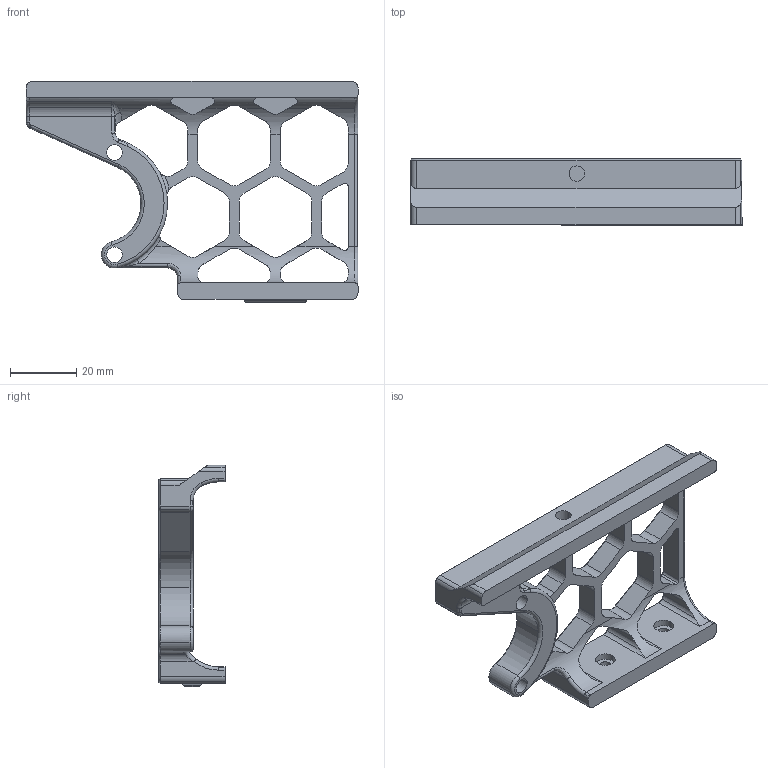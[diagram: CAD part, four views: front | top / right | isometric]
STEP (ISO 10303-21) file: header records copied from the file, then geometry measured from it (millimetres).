
FILE_DESCRIPTION (( 'STEP AP214' ), '1' );
FILE_NAME ('front_skirt_right_300_v2.4_button_PCB.step', '2023-01-08T21:03:05', ( '' ), ( '' ), 'SwSTEP 2.0', 'SolidWorks 2022', '' );
FILE_SCHEMA (( 'AUTOMOTIVE_DESIGN' ));
Length unit declared in the file: millimetre
Products named in the file (1): front_skirt_right_300_v2.4_button_PCB
Bounding box: 100.5 x 20 x 67 mm (x, y, z)
Volume: 28123.9 mm3; surface area: 15883.8 mm2
Topology: 1 solids, 1 shells, 357 faces, 926 edges, 565 vertices
Faces by surface type: cylinder 138, plane 121, cone 80, torus 11, bspline 7
Entity records: 11856 total; most frequent: CARTESIAN_POINT 3161, ORIENTED_EDGE 1848, DIRECTION 1817, EDGE_CURVE 924, AXIS2_PLACEMENT_3D 659, VERTEX_POINT 565, VECTOR 499, LINE 499
